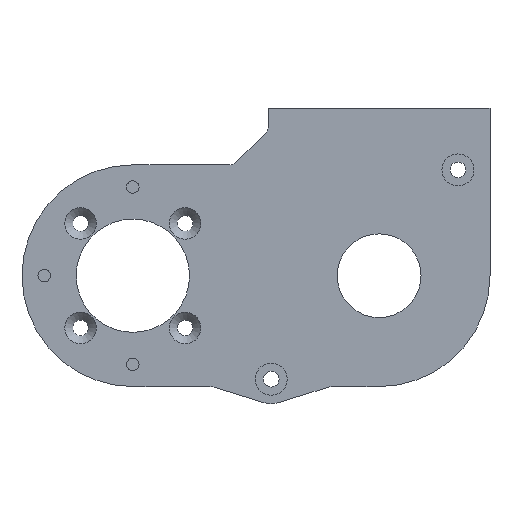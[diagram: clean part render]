
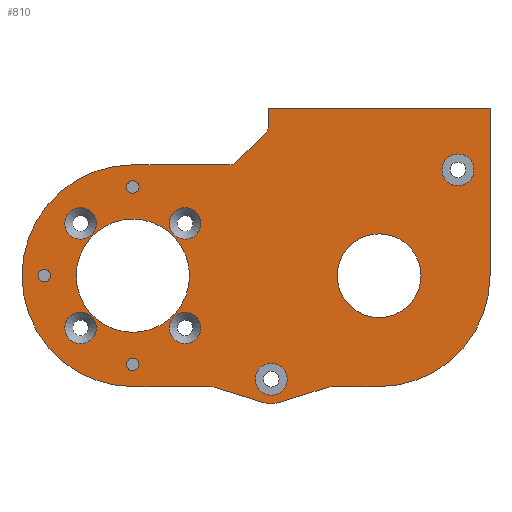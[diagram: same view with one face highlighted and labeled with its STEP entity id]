
A CAD part, front view. The second image highlights one B-rep face of the part: STEP entity #810.
In plain terms, the highlighted planar face has unit normal (0, -1, 0).
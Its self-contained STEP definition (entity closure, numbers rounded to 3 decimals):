
#21=FACE_BOUND('',#144,.T.);
#22=FACE_BOUND('',#145,.T.);
#23=FACE_BOUND('',#146,.T.);
#24=FACE_BOUND('',#147,.T.);
#25=FACE_BOUND('',#148,.T.);
#26=FACE_BOUND('',#149,.T.);
#27=FACE_BOUND('',#150,.T.);
#28=FACE_BOUND('',#151,.T.);
#29=FACE_BOUND('',#152,.T.);
#30=FACE_BOUND('',#153,.T.);
#31=FACE_BOUND('',#154,.T.);
#57=PLANE('',#888);
#91=FACE_OUTER_BOUND('',#143,.T.);
#143=EDGE_LOOP('',(#618,#619,#620,#621,#622,#623,#624,#625,#626,#627,#628,
#629,#630,#631,#632,#633));
#144=EDGE_LOOP('',(#634));
#145=EDGE_LOOP('',(#635));
#146=EDGE_LOOP('',(#636));
#147=EDGE_LOOP('',(#637));
#148=EDGE_LOOP('',(#638));
#149=EDGE_LOOP('',(#639));
#150=EDGE_LOOP('',(#640));
#151=EDGE_LOOP('',(#641));
#152=EDGE_LOOP('',(#642));
#153=EDGE_LOOP('',(#643));
#154=EDGE_LOOP('',(#644));
#199=LINE('',#1258,#255);
#206=LINE('',#1276,#262);
#213=LINE('',#1308,#269);
#216=LINE('',#1320,#272);
#219=LINE('',#1326,#275);
#220=LINE('',#1327,#276);
#221=LINE('',#1331,#277);
#222=LINE('',#1335,#278);
#223=LINE('',#1339,#279);
#255=VECTOR('',#1002,10.);
#262=VECTOR('',#1017,10.);
#269=VECTOR('',#1058,10.);
#272=VECTOR('',#1069,10.);
#275=VECTOR('',#1074,10.);
#276=VECTOR('',#1075,10.);
#277=VECTOR('',#1078,10.);
#278=VECTOR('',#1081,10.);
#279=VECTOR('',#1084,10.);
#304=CIRCLE('',#838,1.265);
#306=CIRCLE('',#842,1.265);
#308=CIRCLE('',#846,1.265);
#310=CIRCLE('',#850,3.25);
#313=CIRCLE('',#855,3.25);
#316=CIRCLE('',#860,2.);
#319=CIRCLE('',#865,2.);
#329=CIRCLE('',#886,22.5);
#330=CIRCLE('',#889,22.5);
#331=CIRCLE('',#890,3.);
#332=CIRCLE('',#891,5.);
#333=CIRCLE('',#892,3.);
#334=CIRCLE('',#893,3.2);
#335=CIRCLE('',#894,3.2);
#336=CIRCLE('',#895,11.5);
#337=CIRCLE('',#896,8.5);
#338=CIRCLE('',#897,3.2);
#339=CIRCLE('',#898,3.2);
#358=VERTEX_POINT('',#1209);
#360=VERTEX_POINT('',#1216);
#362=VERTEX_POINT('',#1223);
#364=VERTEX_POINT('',#1230);
#367=VERTEX_POINT('',#1239);
#370=VERTEX_POINT('',#1248);
#371=VERTEX_POINT('',#1249);
#374=VERTEX_POINT('',#1257);
#378=VERTEX_POINT('',#1266);
#379=VERTEX_POINT('',#1268);
#381=VERTEX_POINT('',#1274);
#392=VERTEX_POINT('',#1313);
#393=VERTEX_POINT('',#1315);
#394=VERTEX_POINT('',#1319);
#396=VERTEX_POINT('',#1325);
#397=VERTEX_POINT('',#1328);
#398=VERTEX_POINT('',#1330);
#399=VERTEX_POINT('',#1332);
#400=VERTEX_POINT('',#1334);
#401=VERTEX_POINT('',#1336);
#402=VERTEX_POINT('',#1338);
#403=VERTEX_POINT('',#1341);
#404=VERTEX_POINT('',#1343);
#405=VERTEX_POINT('',#1345);
#406=VERTEX_POINT('',#1347);
#407=VERTEX_POINT('',#1349);
#408=VERTEX_POINT('',#1351);
#430=EDGE_CURVE('',#358,#358,#304,.F.);
#433=EDGE_CURVE('',#360,#360,#306,.F.);
#436=EDGE_CURVE('',#362,#362,#308,.F.);
#439=EDGE_CURVE('',#364,#364,#310,.T.);
#443=EDGE_CURVE('',#367,#367,#313,.T.);
#447=EDGE_CURVE('',#370,#371,#316,.T.);
#451=EDGE_CURVE('',#374,#371,#199,.T.);
#456=EDGE_CURVE('',#378,#379,#319,.T.);
#460=EDGE_CURVE('',#378,#381,#206,.T.);
#475=EDGE_CURVE('',#379,#370,#213,.T.);
#478=EDGE_CURVE('',#392,#393,#329,.T.);
#480=EDGE_CURVE('',#394,#393,#216,.T.);
#483=EDGE_CURVE('',#392,#396,#219,.T.);
#484=EDGE_CURVE('',#396,#374,#220,.T.);
#485=EDGE_CURVE('',#397,#381,#330,.T.);
#486=EDGE_CURVE('',#397,#398,#221,.T.);
#487=EDGE_CURVE('',#398,#399,#331,.T.);
#488=EDGE_CURVE('',#399,#400,#222,.T.);
#489=EDGE_CURVE('',#400,#401,#332,.T.);
#490=EDGE_CURVE('',#401,#402,#223,.T.);
#491=EDGE_CURVE('',#402,#394,#333,.T.);
#492=EDGE_CURVE('',#403,#403,#334,.T.);
#493=EDGE_CURVE('',#404,#404,#335,.T.);
#494=EDGE_CURVE('',#405,#405,#336,.T.);
#495=EDGE_CURVE('',#406,#406,#337,.T.);
#496=EDGE_CURVE('',#407,#407,#338,.T.);
#497=EDGE_CURVE('',#408,#408,#339,.T.);
#618=ORIENTED_EDGE('',*,*,#478,.F.);
#619=ORIENTED_EDGE('',*,*,#483,.T.);
#620=ORIENTED_EDGE('',*,*,#484,.T.);
#621=ORIENTED_EDGE('',*,*,#451,.T.);
#622=ORIENTED_EDGE('',*,*,#447,.F.);
#623=ORIENTED_EDGE('',*,*,#475,.F.);
#624=ORIENTED_EDGE('',*,*,#456,.F.);
#625=ORIENTED_EDGE('',*,*,#460,.T.);
#626=ORIENTED_EDGE('',*,*,#485,.F.);
#627=ORIENTED_EDGE('',*,*,#486,.T.);
#628=ORIENTED_EDGE('',*,*,#487,.T.);
#629=ORIENTED_EDGE('',*,*,#488,.T.);
#630=ORIENTED_EDGE('',*,*,#489,.T.);
#631=ORIENTED_EDGE('',*,*,#490,.T.);
#632=ORIENTED_EDGE('',*,*,#491,.T.);
#633=ORIENTED_EDGE('',*,*,#480,.T.);
#634=ORIENTED_EDGE('',*,*,#430,.T.);
#635=ORIENTED_EDGE('',*,*,#433,.T.);
#636=ORIENTED_EDGE('',*,*,#436,.T.);
#637=ORIENTED_EDGE('',*,*,#439,.T.);
#638=ORIENTED_EDGE('',*,*,#443,.T.);
#639=ORIENTED_EDGE('',*,*,#492,.F.);
#640=ORIENTED_EDGE('',*,*,#493,.F.);
#641=ORIENTED_EDGE('',*,*,#494,.T.);
#642=ORIENTED_EDGE('',*,*,#495,.T.);
#643=ORIENTED_EDGE('',*,*,#496,.F.);
#644=ORIENTED_EDGE('',*,*,#497,.F.);
#810=ADVANCED_FACE('',(#91,#21,#22,#23,#24,#25,#26,#27,#28,#29,#30,#31),
#57,.F.);
#838=AXIS2_PLACEMENT_3D('',#1210,#945,#946);
#842=AXIS2_PLACEMENT_3D('',#1217,#954,#955);
#846=AXIS2_PLACEMENT_3D('',#1224,#963,#964);
#850=AXIS2_PLACEMENT_3D('',#1231,#972,#973);
#855=AXIS2_PLACEMENT_3D('',#1240,#983,#984);
#860=AXIS2_PLACEMENT_3D('',#1250,#994,#995);
#865=AXIS2_PLACEMENT_3D('',#1269,#1010,#1011);
#886=AXIS2_PLACEMENT_3D('',#1316,#1064,#1065);
#888=AXIS2_PLACEMENT_3D('',#1324,#1072,#1073);
#889=AXIS2_PLACEMENT_3D('',#1329,#1076,#1077);
#890=AXIS2_PLACEMENT_3D('',#1333,#1079,#1080);
#891=AXIS2_PLACEMENT_3D('',#1337,#1082,#1083);
#892=AXIS2_PLACEMENT_3D('',#1340,#1085,#1086);
#893=AXIS2_PLACEMENT_3D('',#1342,#1087,#1088);
#894=AXIS2_PLACEMENT_3D('',#1344,#1089,#1090);
#895=AXIS2_PLACEMENT_3D('',#1346,#1091,#1092);
#896=AXIS2_PLACEMENT_3D('',#1348,#1093,#1094);
#897=AXIS2_PLACEMENT_3D('',#1350,#1095,#1096);
#898=AXIS2_PLACEMENT_3D('',#1352,#1097,#1098);
#945=DIRECTION('center_axis',(0.,-1.,0.));
#946=DIRECTION('ref_axis',(1.,0.,0.));
#954=DIRECTION('center_axis',(0.,-1.,0.));
#955=DIRECTION('ref_axis',(1.,0.,0.));
#963=DIRECTION('center_axis',(0.,-1.,0.));
#964=DIRECTION('ref_axis',(1.,0.,0.));
#972=DIRECTION('center_axis',(0.,1.,0.));
#973=DIRECTION('ref_axis',(1.,0.,0.));
#983=DIRECTION('center_axis',(0.,1.,0.));
#984=DIRECTION('ref_axis',(1.,0.,0.));
#994=DIRECTION('center_axis',(0.,-1.,0.));
#995=DIRECTION('ref_axis',(0.924,0.,-0.383));
#1002=DIRECTION('',(0.,0.,-1.));
#1010=DIRECTION('center_axis',(0.,-1.,0.));
#1011=DIRECTION('ref_axis',(0.383,0.,-0.924));
#1017=DIRECTION('',(-1.,0.,0.));
#1058=DIRECTION('',(0.707,0.,0.707));
#1064=DIRECTION('center_axis',(0.,1.,0.));
#1065=DIRECTION('ref_axis',(0.707,0.,-0.707));
#1069=DIRECTION('',(1.,0.,0.));
#1072=DIRECTION('center_axis',(0.,1.,0.));
#1073=DIRECTION('ref_axis',(1.,0.,0.));
#1074=DIRECTION('',(0.,0.,1.));
#1075=DIRECTION('',(-1.,0.,0.));
#1076=DIRECTION('center_axis',(0.,1.,0.));
#1077=DIRECTION('ref_axis',(-0.707,0.,-0.707));
#1078=DIRECTION('',(1.,0.,0.));
#1079=DIRECTION('center_axis',(0.,1.,0.));
#1080=DIRECTION('ref_axis',(0.,0.,1.));
#1081=DIRECTION('',(0.955,0.,-0.297));
#1082=DIRECTION('center_axis',(0.,-1.,0.));
#1083=DIRECTION('ref_axis',(-1.,0.,0.));
#1084=DIRECTION('',(0.955,0.,0.297));
#1085=DIRECTION('center_axis',(0.,1.,0.));
#1086=DIRECTION('ref_axis',(-0.297,0.,0.955));
#1087=DIRECTION('center_axis',(0.,-1.,0.));
#1088=DIRECTION('ref_axis',(-1.,0.,0.));
#1089=DIRECTION('center_axis',(0.,-1.,0.));
#1090=DIRECTION('ref_axis',(-1.,0.,0.));
#1091=DIRECTION('center_axis',(0.,1.,0.));
#1092=DIRECTION('ref_axis',(-1.,0.,0.));
#1093=DIRECTION('center_axis',(0.,1.,0.));
#1094=DIRECTION('ref_axis',(-1.,0.,0.));
#1095=DIRECTION('center_axis',(0.,-1.,0.));
#1096=DIRECTION('ref_axis',(-1.,0.,0.));
#1097=DIRECTION('center_axis',(0.,-1.,0.));
#1098=DIRECTION('ref_axis',(-1.,0.,0.));
#1209=CARTESIAN_POINT('',(-26.265,0.,12.25));
#1210=CARTESIAN_POINT('Origin',(-25.,0.,12.25));
#1216=CARTESIAN_POINT('',(-26.265,0.,-23.75));
#1217=CARTESIAN_POINT('Origin',(-25.,0.,-23.75));
#1223=CARTESIAN_POINT('',(-44.265,0.,-5.75));
#1224=CARTESIAN_POINT('Origin',(-43.,0.,-5.75));
#1230=CARTESIAN_POINT('',(-0.164,0.,-26.75));
#1231=CARTESIAN_POINT('Origin',(3.086,0.,-26.75));
#1239=CARTESIAN_POINT('',(37.75,0.,15.726));
#1240=CARTESIAN_POINT('Origin',(41.,0.,15.726));
#1248=CARTESIAN_POINT('',(1.914,0.,23.164));
#1249=CARTESIAN_POINT('',(2.5,0.,24.578));
#1250=CARTESIAN_POINT('Origin',(0.5,0.,24.578));
#1257=CARTESIAN_POINT('',(2.5,0.,28.25));
#1258=CARTESIAN_POINT('',(2.5,0.,8.375));
#1266=CARTESIAN_POINT('',(-5.328,0.,16.75));
#1268=CARTESIAN_POINT('',(-3.914,0.,17.336));
#1269=CARTESIAN_POINT('Origin',(-5.328,0.,18.75));
#1274=CARTESIAN_POINT('',(-25.,0.,16.75));
#1276=CARTESIAN_POINT('',(-23.75,0.,16.75));
#1308=CARTESIAN_POINT('',(-5.813,0.,15.438));
#1313=CARTESIAN_POINT('',(47.5,0.,-5.75));
#1315=CARTESIAN_POINT('',(25.,0.,-28.25));
#1316=CARTESIAN_POINT('Origin',(25.,0.,-5.75));
#1319=CARTESIAN_POINT('',(15.542,0.,-28.25));
#1320=CARTESIAN_POINT('',(-47.5,0.,-28.25));
#1324=CARTESIAN_POINT('Origin',(0.,0.,0.));
#1325=CARTESIAN_POINT('',(47.5,0.,28.25));
#1326=CARTESIAN_POINT('',(47.5,0.,-28.25));
#1327=CARTESIAN_POINT('',(47.5,0.,28.25));
#1328=CARTESIAN_POINT('',(-25.,0.,-28.25));
#1329=CARTESIAN_POINT('Origin',(-25.,0.,-5.75));
#1330=CARTESIAN_POINT('',(-9.37,0.,-28.25));
#1331=CARTESIAN_POINT('',(-47.5,0.,-28.25));
#1332=CARTESIAN_POINT('',(-8.478,0.,-28.386));
#1333=CARTESIAN_POINT('Origin',(-9.37,0.,-31.25));
#1334=CARTESIAN_POINT('',(1.599,0.,-31.524));
#1335=CARTESIAN_POINT('',(-8.478,0.,-28.386));
#1336=CARTESIAN_POINT('',(4.573,0.,-31.524));
#1337=CARTESIAN_POINT('Origin',(3.086,0.,-26.75));
#1338=CARTESIAN_POINT('',(14.65,0.,-28.386));
#1339=CARTESIAN_POINT('',(14.65,0.,-28.386));
#1340=CARTESIAN_POINT('Origin',(15.542,0.,-31.25));
#1341=CARTESIAN_POINT('',(-32.407,0.,-16.357));
#1342=CARTESIAN_POINT('Origin',(-35.607,0.,-16.357));
#1343=CARTESIAN_POINT('',(-11.193,0.,4.857));
#1344=CARTESIAN_POINT('Origin',(-14.393,0.,4.857));
#1345=CARTESIAN_POINT('',(-13.5,0.,-5.75));
#1346=CARTESIAN_POINT('Origin',(-25.,0.,-5.75));
#1347=CARTESIAN_POINT('',(33.5,0.,-5.75));
#1348=CARTESIAN_POINT('Origin',(25.,0.,-5.75));
#1349=CARTESIAN_POINT('',(-32.407,0.,4.857));
#1350=CARTESIAN_POINT('Origin',(-35.607,0.,4.857));
#1351=CARTESIAN_POINT('',(-11.193,0.,-16.357));
#1352=CARTESIAN_POINT('Origin',(-14.393,0.,-16.357));
